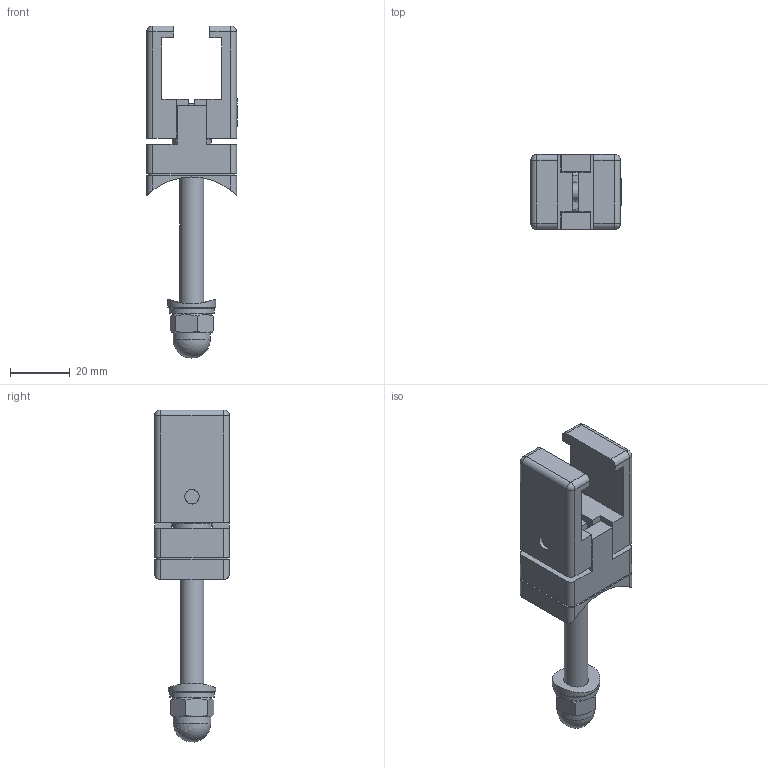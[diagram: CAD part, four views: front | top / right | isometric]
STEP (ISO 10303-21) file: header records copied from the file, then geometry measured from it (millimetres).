
FILE_DESCRIPTION(/* description */ ('-'),/* implementation_level */ '2;1');
FILE_NAME(/* name */ 'eee57323-e001-4a9b-b9ae-9267d64421c1.stp',/* time_stamp */ '2021-07-08T11:34:29+02:00',/* author */ ('-'),/* organization */ ('Carl Stahl'),/* preprocessor_version */ 'ST-DEVELOPER v18',/* originating_system */ 'Autodesk Inventor 2020',/* authorisation */ '-');
FILE_SCHEMA (('AUTOMOTIVE_DESIGN { 1 0 10303 214 3 1 1 }'));
Length unit declared in the file: millimetre
Products named in the file (11): CX3-42020-ED424; CX3-42020; CX3-42020-01; CX3-42020-02; CX3-42020-03; DIN 7984 - M6 x 25; DIN 912 - M8 x 60; DIN 1587 - M8; ISO 7092 - ST 8 - 140 HV; CX3-42020-424; CX3-00008-424
Assembly tree (10 placements, depth 3):
  CX3-42020-ED424
    CX3-42020
      CX3-42020-01
      CX3-42020-02
      CX3-42020-03
      DIN 7984 - M6 x 25
    DIN 912 - M8 x 60
    DIN 1587 - M8
    ISO 7092 - ST 8 - 140 HV
    CX3-42020-424
    CX3-00008-424
Bounding box: 30.2 x 25 x 111.05 mm (x, y, z)
Volume: 28764.8 mm3; surface area: 17561.4 mm2
Topology: 9 solids, 9 shells, 188 faces, 484 edges, 323 vertices
Faces by surface type: plane 110, cylinder 55, cone 14, sphere 5, torus 4
Full cylindrical faces by diameter (mm): 3 x2, 4.917 x1, 6 x1, 6.6 x1, 6.647 x1, 8 x1, 8.2 x2, 8.4 x1, 9 x1, 10 x1, 11 x1, 12.5 x1, 13 x1, 15 x1, 16 x1
Entity records: 6307 total; most frequent: CARTESIAN_POINT 1216, DIRECTION 1003, ORIENTED_EDGE 958, EDGE_CURVE 479, AXIS2_PLACEMENT_3D 358, VERTEX_POINT 323, LINE 287, VECTOR 287
